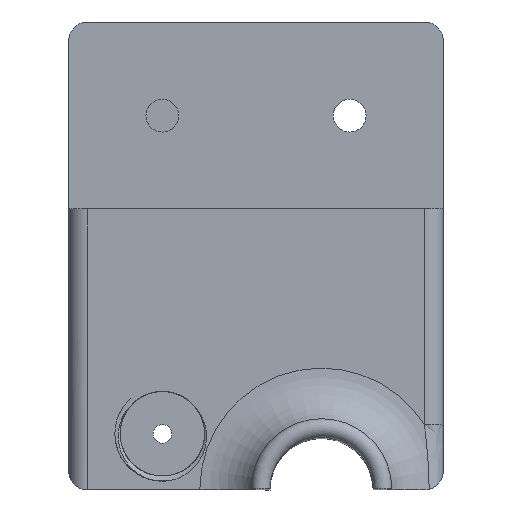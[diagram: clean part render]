
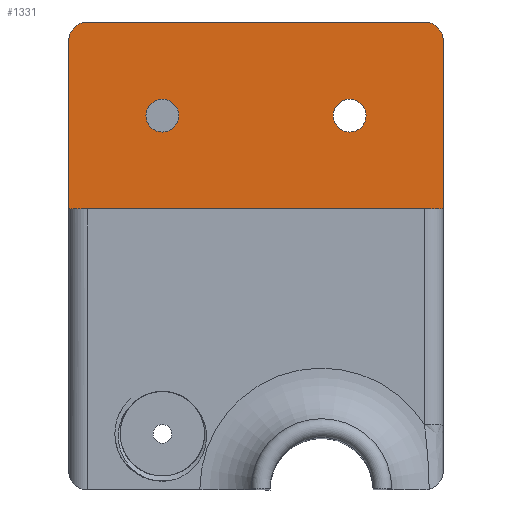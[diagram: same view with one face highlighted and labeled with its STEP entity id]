
A CAD part, top view. The second image highlights one B-rep face of the part: STEP entity #1331.
In plain terms, the highlighted planar face has unit normal (0, 0, 1).
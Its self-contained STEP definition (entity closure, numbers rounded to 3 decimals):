
#30=FACE_BOUND('',#222,.T.);
#31=FACE_BOUND('',#223,.T.);
#44=PLANE('',#1483);
#135=FACE_OUTER_BOUND('',#221,.T.);
#221=EDGE_LOOP('',(#1177,#1178,#1179,#1180,#1181,#1182));
#222=EDGE_LOOP('',(#1183));
#223=EDGE_LOOP('',(#1184));
#252=CIRCLE('',#1408,2.);
#253=CIRCLE('',#1411,2.);
#286=CIRCLE('',#1484,1.75);
#287=CIRCLE('',#1485,1.75);
#407=LINE('',#3214,#492);
#414=LINE('',#4450,#499);
#415=LINE('',#4451,#500);
#416=LINE('',#4452,#501);
#492=VECTOR('',#1736,10.);
#499=VECTOR('',#1839,10.);
#500=VECTOR('',#1840,10.);
#501=VECTOR('',#1841,10.);
#573=VERTEX_POINT('',#2863);
#574=VERTEX_POINT('',#2864);
#575=VERTEX_POINT('',#2872);
#576=VERTEX_POINT('',#2873);
#613=VERTEX_POINT('',#3211);
#614=VERTEX_POINT('',#3213);
#625=VERTEX_POINT('',#4453);
#626=VERTEX_POINT('',#4455);
#723=EDGE_CURVE('',#573,#574,#252,.T.);
#728=EDGE_CURVE('',#575,#576,#253,.T.);
#781=EDGE_CURVE('',#614,#613,#407,.T.);
#815=EDGE_CURVE('',#573,#614,#414,.T.);
#816=EDGE_CURVE('',#613,#576,#415,.T.);
#817=EDGE_CURVE('',#575,#574,#416,.T.);
#818=EDGE_CURVE('',#625,#625,#286,.T.);
#819=EDGE_CURVE('',#626,#626,#287,.T.);
#1177=ORIENTED_EDGE('',*,*,#723,.F.);
#1178=ORIENTED_EDGE('',*,*,#815,.T.);
#1179=ORIENTED_EDGE('',*,*,#781,.T.);
#1180=ORIENTED_EDGE('',*,*,#816,.T.);
#1181=ORIENTED_EDGE('',*,*,#728,.F.);
#1182=ORIENTED_EDGE('',*,*,#817,.T.);
#1183=ORIENTED_EDGE('',*,*,#818,.T.);
#1184=ORIENTED_EDGE('',*,*,#819,.T.);
#1331=ADVANCED_FACE('',(#135,#30,#31),#44,.T.);
#1408=AXIS2_PLACEMENT_3D('',#2865,#1643,#1644);
#1411=AXIS2_PLACEMENT_3D('',#2874,#1653,#1654);
#1483=AXIS2_PLACEMENT_3D('',#4449,#1837,#1838);
#1484=AXIS2_PLACEMENT_3D('',#4454,#1842,#1843);
#1485=AXIS2_PLACEMENT_3D('',#4456,#1844,#1845);
#1643=DIRECTION('center_axis',(0.,0.,-1.));
#1644=DIRECTION('ref_axis',(-0.707,0.707,0.));
#1653=DIRECTION('center_axis',(0.,0.,-1.));
#1654=DIRECTION('ref_axis',(0.707,0.707,0.));
#1736=DIRECTION('',(1.,0.,0.));
#1837=DIRECTION('center_axis',(0.,0.,1.));
#1838=DIRECTION('ref_axis',(1.,0.,0.));
#1839=DIRECTION('',(0.,-1.,0.));
#1840=DIRECTION('',(0.,1.,0.));
#1841=DIRECTION('',(-1.,0.,0.));
#1842=DIRECTION('center_axis',(0.,0.,-1.));
#1843=DIRECTION('ref_axis',(1.,0.,0.));
#1844=DIRECTION('center_axis',(0.,0.,-1.));
#1845=DIRECTION('ref_axis',(1.,0.,0.));
#2863=CARTESIAN_POINT('',(-20.,23.,5.));
#2864=CARTESIAN_POINT('',(-18.,25.,5.));
#2865=CARTESIAN_POINT('Origin',(-18.,23.,5.));
#2872=CARTESIAN_POINT('',(18.,25.,5.));
#2873=CARTESIAN_POINT('',(20.,23.,5.));
#2874=CARTESIAN_POINT('Origin',(18.,23.,5.));
#3211=CARTESIAN_POINT('',(20.,5.,5.));
#3213=CARTESIAN_POINT('',(-20.,5.,5.));
#3214=CARTESIAN_POINT('',(10.,5.,5.));
#4449=CARTESIAN_POINT('Origin',(0.,0.,5.));
#4450=CARTESIAN_POINT('',(-20.,5.,5.));
#4451=CARTESIAN_POINT('',(20.,25.,5.));
#4452=CARTESIAN_POINT('',(-20.,25.,5.));
#4453=CARTESIAN_POINT('',(8.25,15.,5.));
#4454=CARTESIAN_POINT('Origin',(10.,15.,5.));
#4455=CARTESIAN_POINT('',(-11.75,15.,5.));
#4456=CARTESIAN_POINT('Origin',(-10.,15.,5.));
